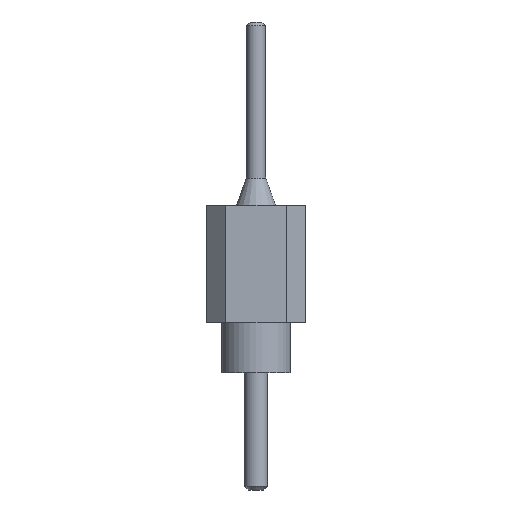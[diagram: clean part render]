
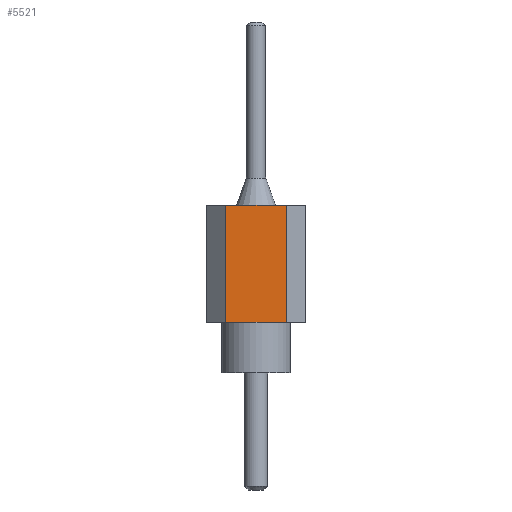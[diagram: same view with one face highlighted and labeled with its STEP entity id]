
A CAD part, left-side view. The second image highlights one B-rep face of the part: STEP entity #5521.
In plain terms, the highlighted planar face has unit normal (-1, 0, 0).
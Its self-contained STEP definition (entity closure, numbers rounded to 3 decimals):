
#260=PLANE('',#6155);
#721=FACE_OUTER_BOUND('',#1169,.T.);
#1169=EDGE_LOOP('',(#4410,#4411,#4412,#4413));
#1545=LINE('',#8941,#2001);
#1548=LINE('',#8947,#2004);
#1555=LINE('',#8961,#2011);
#1556=LINE('',#8962,#2012);
#2001=VECTOR('',#7316,10.);
#2004=VECTOR('',#7321,10.);
#2011=VECTOR('',#7330,10.);
#2012=VECTOR('',#7331,10.);
#2797=VERTEX_POINT('',#8938);
#2798=VERTEX_POINT('',#8940);
#2800=VERTEX_POINT('',#8946);
#2806=VERTEX_POINT('',#8960);
#3378=EDGE_CURVE('',#2797,#2798,#1545,.T.);
#3381=EDGE_CURVE('',#2800,#2798,#1548,.T.);
#3388=EDGE_CURVE('',#2806,#2797,#1555,.T.);
#3389=EDGE_CURVE('',#2800,#2806,#1556,.T.);
#4410=ORIENTED_EDGE('',*,*,#3378,.F.);
#4411=ORIENTED_EDGE('',*,*,#3388,.F.);
#4412=ORIENTED_EDGE('',*,*,#3389,.F.);
#4413=ORIENTED_EDGE('',*,*,#3381,.T.);
#5521=ADVANCED_FACE('',(#721),#260,.T.);
#6155=AXIS2_PLACEMENT_3D('',#8959,#7328,#7329);
#7316=DIRECTION('',(0.,0.,-1.));
#7321=DIRECTION('',(0.,-1.,0.));
#7328=DIRECTION('center_axis',(-1.,0.,0.));
#7329=DIRECTION('ref_axis',(0.,-1.,0.));
#7330=DIRECTION('',(0.,-1.,0.));
#7331=DIRECTION('',(0.,0.,1.));
#8938=CARTESIAN_POINT('',(-1.27,-0.77,7.3));
#8940=CARTESIAN_POINT('',(-1.27,-0.77,4.3));
#8941=CARTESIAN_POINT('',(-1.27,-0.77,4.3));
#8946=CARTESIAN_POINT('',(-1.27,0.77,4.3));
#8947=CARTESIAN_POINT('',(-1.27,1.27,4.3));
#8959=CARTESIAN_POINT('Origin',(-1.27,1.27,4.3));
#8960=CARTESIAN_POINT('',(-1.27,0.77,7.3));
#8961=CARTESIAN_POINT('',(-1.27,1.27,7.3));
#8962=CARTESIAN_POINT('',(-1.27,0.77,4.3));
